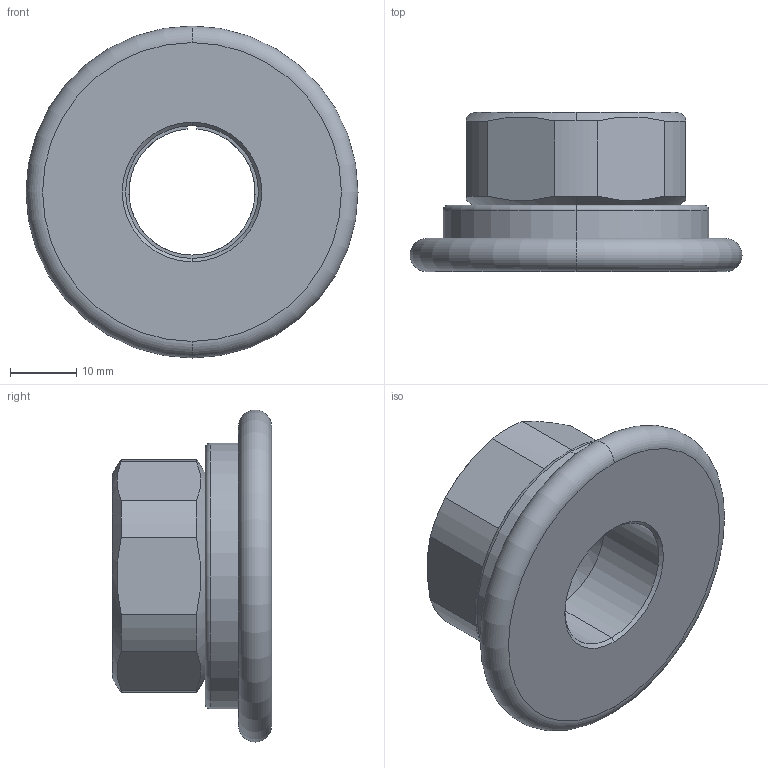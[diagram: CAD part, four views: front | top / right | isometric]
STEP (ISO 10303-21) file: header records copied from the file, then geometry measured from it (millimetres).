
FILE_DESCRIPTION (( 'STEP AP203' ), '1' );
FILE_NAME ('RollerKit-D50-d20-M27.STEP', '2020-09-02T08:09:57', ( '' ), ( '' ), 'SwSTEP 2.0', 'SolidWorks 2019', '' );
FILE_SCHEMA (( 'CONFIG_CONTROL_DESIGN' ));
Length unit declared in the file: millimetre
Products named in the file (4): RollerKit-D50-d20-M27; RUrg-UPE-d19-A10-T10; Roller-UPE-D50-d20-T20-M27; RNut-UPE-D35-M27-T14
Assembly tree (3 placements, depth 2):
  RollerKit-D50-d20-M27
    Roller-UPE-D50-d20-T20-M27
    RUrg-UPE-d19-A10-T10
    RNut-UPE-D35-M27-T14
Bounding box: 50 x 24 x 50 mm (x, y, z)
Volume: 21606 mm3; surface area: 11198.1 mm2
Topology: 3 solids, 3 shells, 61 faces, 136 edges, 86 vertices
Faces by surface type: cylinder 23, plane 19, cone 15, torus 4
Entity records: 2216 total; most frequent: CARTESIAN_POINT 405, DIRECTION 328, ORIENTED_EDGE 272, AXIS2_PLACEMENT_3D 141, EDGE_CURVE 136, VERTEX_POINT 86, CIRCLE 74, EDGE_LOOP 70
